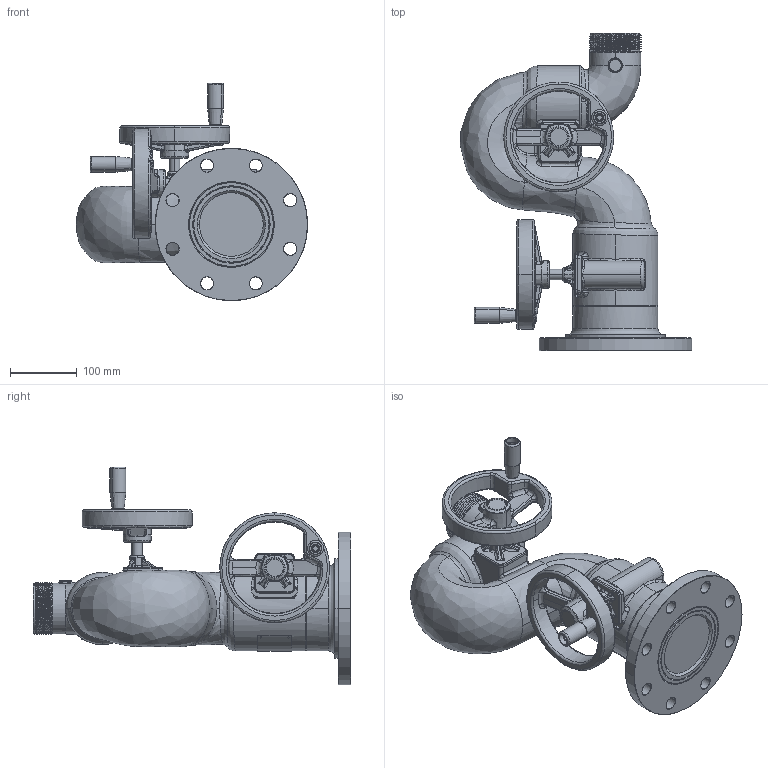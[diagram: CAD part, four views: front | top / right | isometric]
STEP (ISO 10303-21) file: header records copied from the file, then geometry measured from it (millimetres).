
FILE_DESCRIPTION (( 'STEP AP214' ), '1' );
FILE_NAME ('Vulcan-8500-03 wo nozzle.STEP', '2010-07-19T14:49:40', ( 'Rick' ), ( '' ), 'SwSTEP 2.0', 'SolidWorks 2010', '' );
FILE_SCHEMA (( 'AUTOMOTIVE_DESIGN' ));
Length unit declared in the file: inch
Products named in the file (13): Products.Monitors.8500-03 (Vulcan)-8500-03 (Vulcan)8500-03VULCAN DUAL HAND WHEEL6_Nozzle Vert; Products.Monitors.8500-03 (Vulcan)-8500-03 (Vulcan)182130017; Products.Monitors.8500-03 (Vulcan)-8500-03 (Vulcan)17962001Base-Monitor (4.0-150# Flg) 8500-035; Products.Monitors.8500-03 (Vulcan)-8500-03 (Vulcan)ALUM WORM AND HAND WHEEL ASSEMBLY5; Products.Monitors.8500-03 (Vulcan)-8500-03 (Vulcan)10465001ADAPTER - FLANGE ALUM 8500-03 8500-03X_1; Products.Monitors.8500-03 (Vulcan)-8500-03 (Vulcan)656550018; tim-8297(2.0)52018000CAPLUG (PLASTIC)1; tim-8297(2.0)71235101HANDWHEEL-BLACK(ALUM) 0.625 BORE 8297(2.0)2; tim-8297(2.0)36703101HANDLE-SPINNER (BLACK) ALUM 8297(2.0)1; Products.Monitors.8500-03 (Vulcan)-8500-03 (Vulcan)44540000Label - Identification Vulcan 8500-031; Outlet Pivot; Products.Monitors.8500-03 (Vulcan)-8500-03 (Vulcan)28140001ELBOW - DISCHARGE (CA) 8500-035; Vulcan-8500-03 wo nozzle
Assembly tree (13 placements, depth 4):
  Vulcan-8500-03 wo nozzle
    Products.Monitors.8500-03 (Vulcan)-8500-03 (Vulcan)8500-03VULCAN DUAL HAND WHEEL6_Nozzle Vert
      Products.Monitors.8500-03 (Vulcan)-8500-03 (Vulcan)44540000Label - Identification Vulcan 8500-031
      Products.Monitors.8500-03 (Vulcan)-8500-03 (Vulcan)ALUM WORM AND HAND WHEEL ASSEMBLY5  x2
        tim-8297(2.0)36703101HANDLE-SPINNER (BLACK) ALUM 8297(2.0)1
        Products.Monitors.8500-03 (Vulcan)-8500-03 (Vulcan)10465001ADAPTER - FLANGE ALUM 8500-03 8500-03X_1
        Products.Monitors.8500-03 (Vulcan)-8500-03 (Vulcan)656550018
        tim-8297(2.0)52018000CAPLUG (PLASTIC)1
        tim-8297(2.0)71235101HANDWHEEL-BLACK(ALUM) 0.625 BORE 8297(2.0)2
      Outlet Pivot
        Products.Monitors.8500-03 (Vulcan)-8500-03 (Vulcan)28140001ELBOW - DISCHARGE (CA) 8500-035
      Products.Monitors.8500-03 (Vulcan)-8500-03 (Vulcan)182130017
      Products.Monitors.8500-03 (Vulcan)-8500-03 (Vulcan)17962001Base-Monitor (4.0-150# Flg) 8500-035
Bounding box: 346.58 x 475.42 x 325.93 mm (x, y, z)
Volume: 4003431.4 mm3; surface area: 633704 mm2
Topology: 13 solids, 15 shells, 1380 faces, 3183 edges, 1903 vertices
Faces by surface type: bspline 625, cylinder 300, cone 229, plane 132, torus 94
Entity records: 63006 total; most frequent: CARTESIAN_POINT 37129, ORIENTED_EDGE 4732, DIRECTION 3165, EDGE_CURVE 2377, VERTEX_POINT 1461, AXIS2_PLACEMENT_3D 1380, EDGE_LOOP 1193, B_SPLINE_CURVE_WITH_KNOTS 1129
